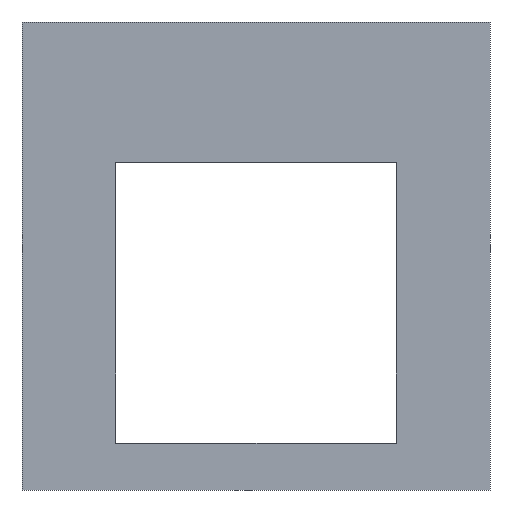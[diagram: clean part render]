
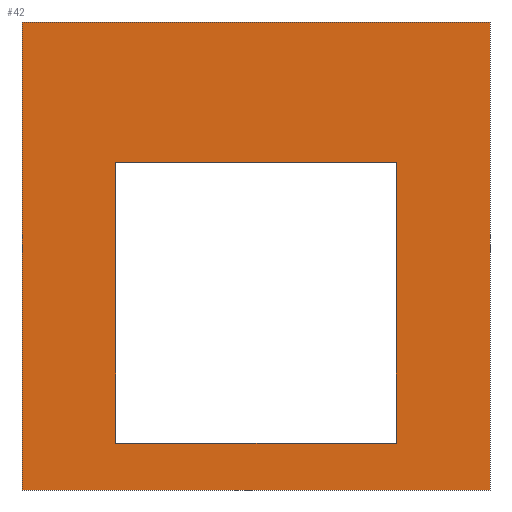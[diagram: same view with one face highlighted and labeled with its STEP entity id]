
A CAD part, front view. The second image highlights one B-rep face of the part: STEP entity #42.
In plain terms, the highlighted planar face has unit normal (0, -1, 0).
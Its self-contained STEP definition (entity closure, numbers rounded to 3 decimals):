
#42=ADVANCED_FACE('',(#62,#63),#52,.F.);
#52=PLANE('',#215);
#62=FACE_BOUND('',#66,.T.);
#63=FACE_BOUND('',#67,.T.);
#66=EDGE_LOOP('',(#78,#79,#80,#81));
#67=EDGE_LOOP('',(#82,#83,#84,#85));
#78=ORIENTED_EDGE('',*,*,#142,.F.);
#79=ORIENTED_EDGE('',*,*,#143,.T.);
#80=ORIENTED_EDGE('',*,*,#144,.T.);
#81=ORIENTED_EDGE('',*,*,#145,.F.);
#82=ORIENTED_EDGE('',*,*,#146,.T.);
#83=ORIENTED_EDGE('',*,*,#147,.F.);
#84=ORIENTED_EDGE('',*,*,#148,.F.);
#85=ORIENTED_EDGE('',*,*,#149,.T.);
#126=VERTEX_POINT('',#273);
#127=VERTEX_POINT('',#274);
#128=VERTEX_POINT('',#276);
#129=VERTEX_POINT('',#278);
#130=VERTEX_POINT('',#281);
#131=VERTEX_POINT('',#282);
#132=VERTEX_POINT('',#284);
#133=VERTEX_POINT('',#286);
#142=EDGE_CURVE('',#126,#127,#166,.T.);
#143=EDGE_CURVE('',#126,#128,#167,.T.);
#144=EDGE_CURVE('',#128,#129,#168,.T.);
#145=EDGE_CURVE('',#127,#129,#169,.T.);
#146=EDGE_CURVE('',#130,#131,#170,.T.);
#147=EDGE_CURVE('',#132,#131,#171,.T.);
#148=EDGE_CURVE('',#133,#132,#172,.T.);
#149=EDGE_CURVE('',#133,#130,#173,.T.);
#166=LINE('',#272,#190);
#167=LINE('',#275,#191);
#168=LINE('',#277,#192);
#169=LINE('',#279,#193);
#170=LINE('',#280,#194);
#171=LINE('',#283,#195);
#172=LINE('',#285,#196);
#173=LINE('',#287,#197);
#190=VECTOR('',#227,1.);
#191=VECTOR('',#228,1.);
#192=VECTOR('',#229,1.);
#193=VECTOR('',#230,1.);
#194=VECTOR('',#231,1.);
#195=VECTOR('',#232,1.);
#196=VECTOR('',#233,1.);
#197=VECTOR('',#234,1.);
#215=AXIS2_PLACEMENT_3D('',#288,#235,#236);
#227=DIRECTION('',(0.,0.,-1.));
#228=DIRECTION('',(1.,0.,0.));
#229=DIRECTION('',(0.,0.,-1.));
#230=DIRECTION('',(1.,0.,0.));
#231=DIRECTION('',(1.,0.,0.));
#232=DIRECTION('',(0.,0.,-1.));
#233=DIRECTION('',(1.,0.,0.));
#234=DIRECTION('',(0.,0.,-1.));
#235=DIRECTION('',(0.,1.,0.));
#236=DIRECTION('',(0.,0.,1.));
#272=CARTESIAN_POINT('',(40.,0.,140.));
#273=CARTESIAN_POINT('',(40.,0.,140.));
#274=CARTESIAN_POINT('',(40.,0.,20.));
#275=CARTESIAN_POINT('',(40.,0.,140.));
#276=CARTESIAN_POINT('',(160.,0.,140.));
#277=CARTESIAN_POINT('',(160.,0.,140.));
#278=CARTESIAN_POINT('',(160.,0.,20.));
#279=CARTESIAN_POINT('',(40.,0.,20.));
#280=CARTESIAN_POINT('',(0.,0.,0.));
#281=CARTESIAN_POINT('',(0.,0.,0.));
#282=CARTESIAN_POINT('',(200.,0.,0.));
#283=CARTESIAN_POINT('',(200.,0.,200.));
#284=CARTESIAN_POINT('',(200.,0.,200.));
#285=CARTESIAN_POINT('',(0.,0.,200.));
#286=CARTESIAN_POINT('',(0.,0.,200.));
#287=CARTESIAN_POINT('',(0.,0.,200.));
#288=CARTESIAN_POINT('',(0.,0.,200.));
